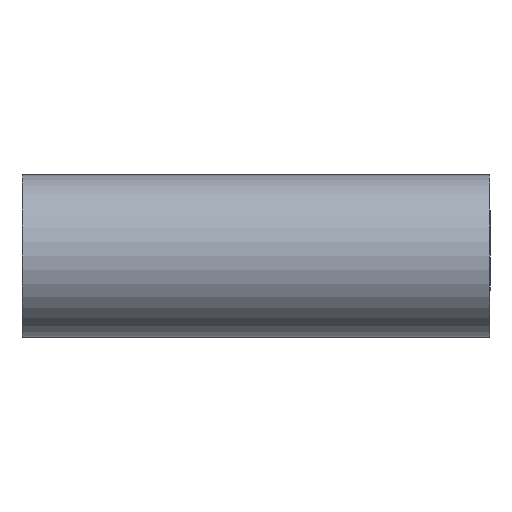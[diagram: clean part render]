
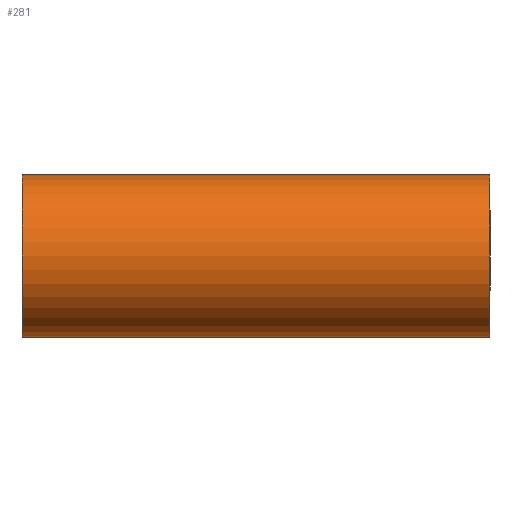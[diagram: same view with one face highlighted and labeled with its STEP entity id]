
A CAD part, front view. The second image highlights one B-rep face of the part: STEP entity #281.
In plain terms, the highlighted cylindrical face has radius 25.4 mm (diameter 50.8 mm), a full revolution.
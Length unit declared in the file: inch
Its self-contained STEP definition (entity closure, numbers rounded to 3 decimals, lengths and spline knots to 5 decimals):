
#22=CYLINDRICAL_SURFACE('',#309,1.);
#31=FACE_OUTER_BOUND('',#85,.T.);
#48=B_SPLINE_CURVE_WITH_KNOTS('',3,(#555,#556,#557,#558,#559,#560,#561,
#562,#563,#564,#565,#566,#567,#568,#569,#570,#571,#572),.UNSPECIFIED.,.T.,
 .F.,(4,1,1,1,1,1,1,1,1,1,1,1,1,1,1,4),(-5.8027,-5.38822,
-4.97374,-4.55926,-4.14478,-3.73031,
-3.31583,-3.03951,-2.76319,-2.48687,
-2.07239,-1.65791,-1.24344,-0.82896,
-0.41448,0.),.UNSPECIFIED.);
#54=FACE_BOUND('',#86,.T.);
#55=FACE_BOUND('',#87,.T.);
#85=EDGE_LOOP('',(#206));
#86=EDGE_LOOP('',(#207));
#87=EDGE_LOOP('',(#208));
#130=CIRCLE('',#310,1.);
#131=CIRCLE('',#311,1.);
#151=VERTEX_POINT('',#534);
#153=VERTEX_POINT('',#575);
#154=VERTEX_POINT('',#577);
#177=EDGE_CURVE('',#151,#151,#48,.T.);
#178=EDGE_CURVE('',#153,#153,#130,.T.);
#179=EDGE_CURVE('',#154,#154,#131,.T.);
#206=ORIENTED_EDGE('',*,*,#178,.F.);
#207=ORIENTED_EDGE('',*,*,#179,.T.);
#208=ORIENTED_EDGE('',*,*,#177,.F.);
#281=ADVANCED_FACE('',(#31,#54,#55),#22,.T.);
#309=AXIS2_PLACEMENT_3D('',#574,#360,#361);
#310=AXIS2_PLACEMENT_3D('',#576,#362,#363);
#311=AXIS2_PLACEMENT_3D('',#578,#364,#365);
#360=DIRECTION('center_axis',(-1.,0.,0.));
#361=DIRECTION('ref_axis',(0.,-1.,0.));
#362=DIRECTION('center_axis',(-1.,0.,0.));
#363=DIRECTION('ref_axis',(0.,-1.,0.));
#364=DIRECTION('center_axis',(-1.,0.,0.));
#365=DIRECTION('ref_axis',(0.,-1.,0.));
#534=CARTESIAN_POINT('',(0.,0.91129,0.41176));
#555=CARTESIAN_POINT('Ctrl Pts',(0.,0.91123,
0.41182));
#556=CARTESIAN_POINT('Ctrl Pts',(0.06609,0.91123,0.41182));
#557=CARTESIAN_POINT('Ctrl Pts',(0.19826,0.92514,0.38266));
#558=CARTESIAN_POINT('Ctrl Pts',(0.35253,0.96794,0.26615));
#559=CARTESIAN_POINT('Ctrl Pts',(0.44112,1.00128,0.09643));
#560=CARTESIAN_POINT('Ctrl Pts',(0.44107,1.00135,-0.09645));
#561=CARTESIAN_POINT('Ctrl Pts',(0.35267,0.96786,-0.2661));
#562=CARTESIAN_POINT('Ctrl Pts',(0.21519,0.93004,-0.36963));
#563=CARTESIAN_POINT('Ctrl Pts',(0.06713,0.91062,-0.41331));
#564=CARTESIAN_POINT('Ctrl Pts',(-0.06713,0.91061,
-0.41332));
#565=CARTESIAN_POINT('Ctrl Pts',(-0.21518,0.93003,-0.36962));
#566=CARTESIAN_POINT('Ctrl Pts',(-0.35267,0.96787,-0.26613));
#567=CARTESIAN_POINT('Ctrl Pts',(-0.44104,1.00133,-0.09645));
#568=CARTESIAN_POINT('Ctrl Pts',(-0.44114,1.00129,0.09643));
#569=CARTESIAN_POINT('Ctrl Pts',(-0.3525,0.96793,0.26612));
#570=CARTESIAN_POINT('Ctrl Pts',(-0.19827,0.92515,0.38266));
#571=CARTESIAN_POINT('Ctrl Pts',(-0.06609,0.91123,
0.41182));
#572=CARTESIAN_POINT('Ctrl Pts',(0.,0.91123,
0.41182));
#574=CARTESIAN_POINT('Origin',(2.875,0.,0.));
#575=CARTESIAN_POINT('',(-2.875,1.,0.));
#576=CARTESIAN_POINT('Origin',(-2.875,0.,0.));
#577=CARTESIAN_POINT('',(2.875,1.,0.));
#578=CARTESIAN_POINT('Origin',(2.875,0.,0.));
